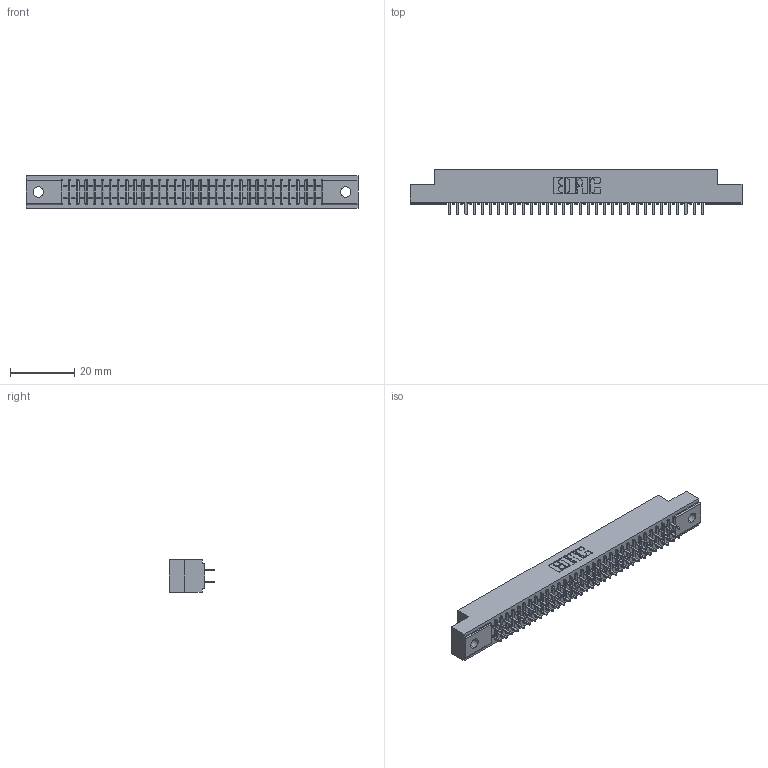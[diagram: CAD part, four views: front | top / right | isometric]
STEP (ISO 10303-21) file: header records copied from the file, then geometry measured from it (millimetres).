
FILE_DESCRIPTION (( 'STEP AP203' ), '1' );
FILE_NAME ('391-064-520-202.STEP', '2018-08-09T13:06:45', ( '' ), ( '' ), 'SwSTEP 2.0', 'SolidWorks 2016', '' );
FILE_SCHEMA (( 'CONFIG_CONTROL_DESIGN' ));
Length unit declared in the file: inch
Products named in the file (3): 341 Part_.128 (3.25) Dia Mounting Holes; 341-292-001_341-292-120; 391-064-520-202
Assembly tree (65 placements, depth 2):
  391-064-520-202
    341 Part_.128 (3.25) Dia Mounting Holes
    341-292-001_341-292-120  x64
Bounding box: 103.5 x 14.27 x 10.16 mm (x, y, z)
Volume: 7596.8 mm3; surface area: 12858.8 mm2
Topology: 65 solids, 65 shells, 4340 faces, 12572 edges, 8142 vertices
Faces by surface type: plane 2628, cylinder 1584, sphere 66, torus 62
Entity records: 40061 total; most frequent: CARTESIAN_POINT 6660, ORIENTED_EDGE 6616, DIRECTION 6470, EDGE_CURVE 3308, VECTOR 2662, LINE 2662, VERTEX_POINT 2094, AXIS2_PLACEMENT_3D 1904
